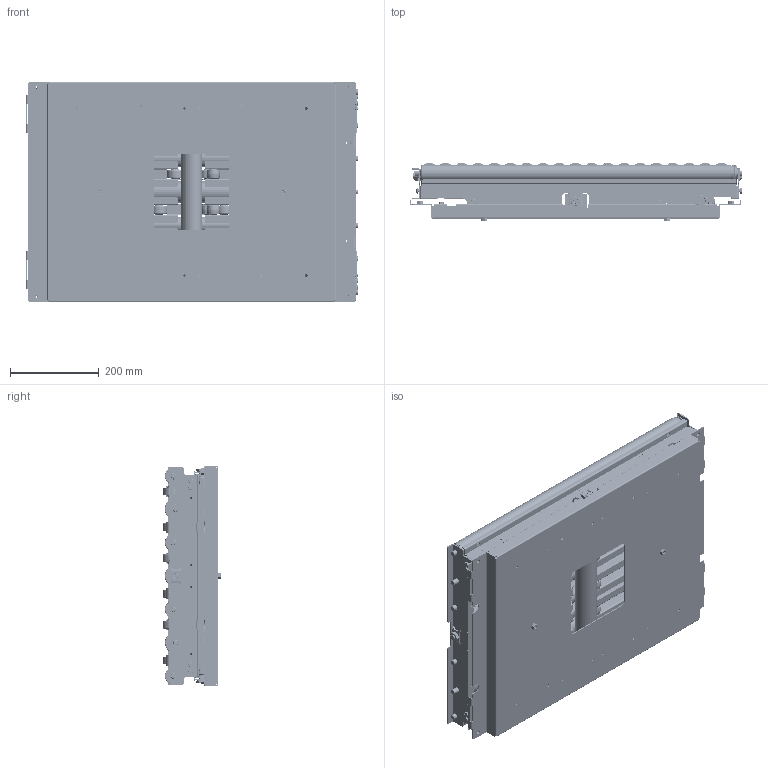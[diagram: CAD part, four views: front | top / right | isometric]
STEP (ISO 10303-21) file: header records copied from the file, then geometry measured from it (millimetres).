
FILE_DESCRIPTION(/* description */ (''),/* implementation_level */ '2;1');
FILE_NAME(/* name */ 'DDNX-576-SSS-100-0 F-RAT完成品_Shrinkwrap_1.stp',/* time_stamp */ '2019-02-20T16:58:28+09:00',/* author */ ('kaihatsu'),/* organization */ (''),/* preprocessor_version */ 'ST-DEVELOPER v16.1',/* originating_system */ 'Autodesk Inventor 2016',/* authorisation */ '');
FILE_SCHEMA (('AUTOMOTIVE_DESIGN { 1 0 10303 214 3 1 1 }'));
Products named in the file (1): DDNX-576-SSS-100-0 F-RAT完成品_Shrinkwr
ap_1
Bounding box: 746.5 x 131.5 x 495 mm (x, y, z)
Volume: 12683938.6 mm3; surface area: 4324805.1 mm2
Topology: 14 solids, 326 shells, 10542 faces, 26593 edges, 16703 vertices
Faces by surface type: plane 3964, cylinder 3836, torus 1881, cone 772, bspline 63, sphere 26
Full cylindrical faces by diameter (mm): 4 x8, 4.2 x78, 4.5 x20, 4.917 x4, 5 x6, 5.1 x32, 6 x206, 6.1 x78, 6.2 x6, 6.4 x4, 6.647 x6, 7 x39, 7.4 x69, 8 x16, 8.1 x4, 8.7 x8, 9 x2, 10 x316, 10.647 x2, 12 x10, 12.2 x6, 12.48 x4, 13.5 x2, 14 x156, 14.14 x4, 14.299 x1, 14.3 x1, 14.376 x1, 14.381 x1, 15 x14
Entity records: 313281 total; most frequent: CARTESIAN_POINT 59049, DIRECTION 52670, ORIENTED_EDGE 44624, EDGE_CURVE 22230, AXIS2_PLACEMENT_3D 21037, EDGE_LOOP 16424, VERTEX_POINT 16384, LINE 10596
